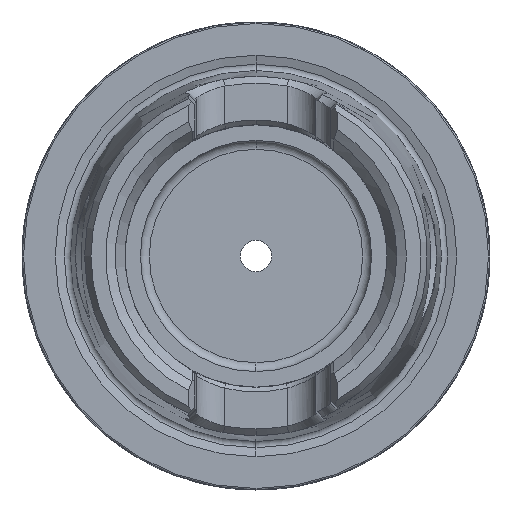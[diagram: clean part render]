
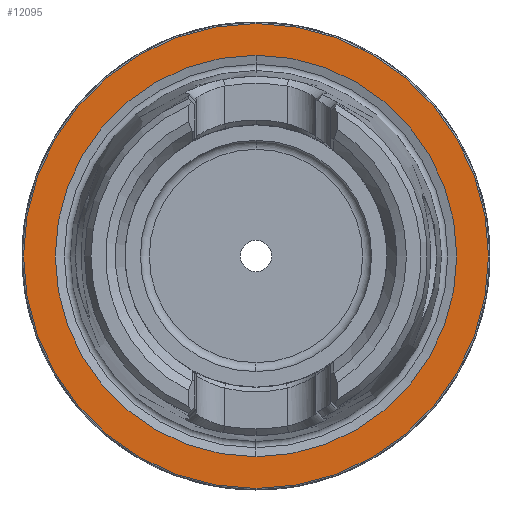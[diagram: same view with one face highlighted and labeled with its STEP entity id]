
A CAD part, left-side view. The second image highlights one B-rep face of the part: STEP entity #12095.
In plain terms, the highlighted planar face has unit normal (-1, 0, 0).
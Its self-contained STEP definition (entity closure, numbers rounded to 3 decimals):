
#154 = DIRECTION ( 'NONE',  ( 0., 0., 1. ) ) ;
#219 = DIRECTION ( 'NONE',  ( -1., 0., 0. ) ) ;
#235 = CARTESIAN_POINT ( 'NONE',  ( 0., 0., 0. ) ) ;
#313 = CARTESIAN_POINT ( 'NONE',  ( 0., 0., 0. ) ) ;
#395 = DIRECTION ( 'NONE',  ( -1., 0., 0. ) ) ;
#539 = CIRCLE ( 'NONE', #10126, 27. ) ;
#966 = DIRECTION ( 'NONE',  ( 0., 0., -1. ) ) ;
#1010 = ORIENTED_EDGE ( 'NONE', *, *, #5148, .F. ) ;
#1015 = DIRECTION ( 'NONE',  ( 1., 0., 0. ) ) ;
#1229 = EDGE_CURVE ( 'NONE', #9322, #3478, #10894, .T. ) ;
#1343 = CARTESIAN_POINT ( 'NONE',  ( 0., 31.275, 0. ) ) ;
#2149 = PLANE ( 'NONE',  #12238 ) ;
#2246 = VERTEX_POINT ( 'NONE', #4095 ) ;
#2659 = AXIS2_PLACEMENT_3D ( 'NONE', #313, #395, #7913 ) ;
#3049 = CARTESIAN_POINT ( 'NONE',  ( 0., 0., 27. ) ) ;
#3088 = DIRECTION ( 'NONE',  ( 0., 0., 1. ) ) ;
#3233 = DIRECTION ( 'NONE',  ( -1., 0., 0. ) ) ;
#3245 = CARTESIAN_POINT ( 'NONE',  ( 0., 0., 0. ) ) ;
#3275 = EDGE_CURVE ( 'NONE', #10070, #2246, #539, .T. ) ;
#3478 = VERTEX_POINT ( 'NONE', #7780 ) ;
#3522 = AXIS2_PLACEMENT_3D ( 'NONE', #3245, #3233, #3088 ) ;
#3982 = ORIENTED_EDGE ( 'NONE', *, *, #12676, .T. ) ;
#4095 = CARTESIAN_POINT ( 'NONE',  ( 0., 0., -27. ) ) ;
#4289 = CARTESIAN_POINT ( 'NONE',  ( 0., 0., -31.275 ) ) ;
#5148 = EDGE_CURVE ( 'NONE', #2246, #10070, #11449, .T. ) ;
#5291 = AXIS2_PLACEMENT_3D ( 'NONE', #235, #219, #154 ) ;
#6976 = CIRCLE ( 'NONE', #5291, 31.275 ) ;
#7780 = CARTESIAN_POINT ( 'NONE',  ( 0., 0., 31.275 ) ) ;
#7913 = DIRECTION ( 'NONE',  ( 0., 0., 1. ) ) ;
#8350 = FACE_OUTER_BOUND ( 'NONE', #8406, .T. ) ;
#8406 = EDGE_LOOP ( 'NONE', ( #3982, #10302 ) ) ;
#8845 = FACE_BOUND ( 'NONE', #12215, .T. ) ;
#9322 = VERTEX_POINT ( 'NONE', #4289 ) ;
#10070 = VERTEX_POINT ( 'NONE', #3049 ) ;
#10126 = AXIS2_PLACEMENT_3D ( 'NONE', #12127, #11657, #10591 ) ;
#10302 = ORIENTED_EDGE ( 'NONE', *, *, #1229, .T. ) ;
#10591 = DIRECTION ( 'NONE',  ( 0., 0., 1. ) ) ;
#10894 = CIRCLE ( 'NONE', #2659, 31.275 ) ;
#11449 = CIRCLE ( 'NONE', #3522, 27. ) ;
#11657 = DIRECTION ( 'NONE',  ( -1., 0., 0. ) ) ;
#12095 = ADVANCED_FACE ( 'NONE', ( #8845, #8350 ), #2149, .F. ) ;
#12127 = CARTESIAN_POINT ( 'NONE',  ( 0., 0., 0. ) ) ;
#12215 = EDGE_LOOP ( 'NONE', ( #13285, #1010 ) ) ;
#12238 = AXIS2_PLACEMENT_3D ( 'NONE', #1343, #1015, #966 ) ;
#12676 = EDGE_CURVE ( 'NONE', #3478, #9322, #6976, .T. ) ;
#13285 = ORIENTED_EDGE ( 'NONE', *, *, #3275, .F. ) ;
